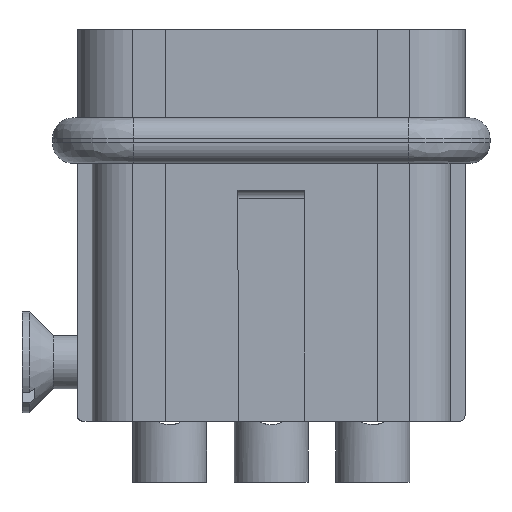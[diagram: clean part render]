
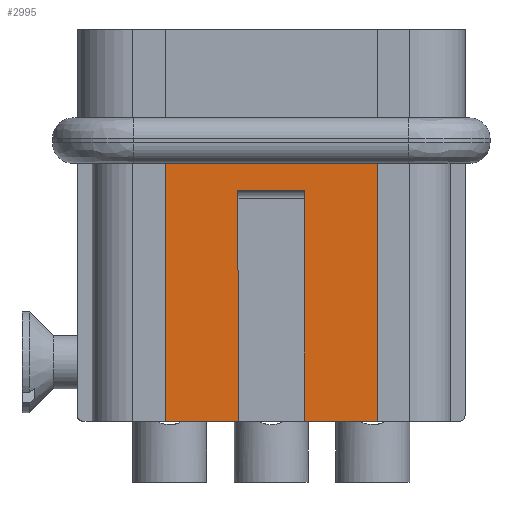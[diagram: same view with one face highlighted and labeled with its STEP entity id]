
A CAD part, front view. The second image highlights one B-rep face of the part: STEP entity #2995.
In plain terms, the highlighted planar face has unit normal (0, -1, 0).
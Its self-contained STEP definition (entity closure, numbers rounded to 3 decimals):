
#2995=ADVANCED_FACE('',(#3833),#3490,.T.);
#3490=PLANE('',#13084);
#3833=FACE_OUTER_BOUND('',#4340,.T.);
#4340=EDGE_LOOP('',(#5481,#5482,#5483,#5484,#5485,#5486,#5487,#5488));
#5481=ORIENTED_EDGE('',*,*,#9235,.T.);
#5482=ORIENTED_EDGE('',*,*,#9236,.T.);
#5483=ORIENTED_EDGE('',*,*,#9237,.T.);
#5484=ORIENTED_EDGE('',*,*,#9238,.F.);
#5485=ORIENTED_EDGE('',*,*,#9239,.T.);
#5486=ORIENTED_EDGE('',*,*,#9240,.T.);
#5487=ORIENTED_EDGE('',*,*,#9241,.T.);
#5488=ORIENTED_EDGE('',*,*,#9242,.F.);
#8237=VERTEX_POINT('',#17726);
#8238=VERTEX_POINT('',#17727);
#8239=VERTEX_POINT('',#17729);
#8240=VERTEX_POINT('',#17731);
#8241=VERTEX_POINT('',#17733);
#8242=VERTEX_POINT('',#17735);
#8243=VERTEX_POINT('',#17737);
#8244=VERTEX_POINT('',#17739);
#9235=EDGE_CURVE('',#8237,#8238,#10539,.T.);
#9236=EDGE_CURVE('',#8238,#8239,#10540,.T.);
#9237=EDGE_CURVE('',#8239,#8240,#10541,.T.);
#9238=EDGE_CURVE('',#8241,#8240,#10542,.T.);
#9239=EDGE_CURVE('',#8241,#8242,#10543,.T.);
#9240=EDGE_CURVE('',#8242,#8243,#10544,.T.);
#9241=EDGE_CURVE('',#8243,#8244,#10545,.T.);
#9242=EDGE_CURVE('',#8237,#8244,#10546,.T.);
#10539=LINE('',#17725,#11463);
#10540=LINE('',#17728,#11464);
#10541=LINE('',#17730,#11465);
#10542=LINE('',#17732,#11466);
#10543=LINE('',#17734,#11467);
#10544=LINE('',#17736,#11468);
#10545=LINE('',#17738,#11469);
#10546=LINE('',#17740,#11470);
#11463=VECTOR('',#14212,1.);
#11464=VECTOR('',#14213,1.);
#11465=VECTOR('',#14214,1.);
#11466=VECTOR('',#14215,1.);
#11467=VECTOR('',#14216,1.);
#11468=VECTOR('',#14217,1.);
#11469=VECTOR('',#14218,1.);
#11470=VECTOR('',#14219,1.);
#13084=AXIS2_PLACEMENT_3D('',#17741,#14220,#14221);
#14212=DIRECTION('',(0.,0.,1.));
#14213=DIRECTION('',(-1.,0.,0.));
#14214=DIRECTION('',(0.,0.,-1.));
#14215=DIRECTION('',(-1.,0.,0.));
#14216=DIRECTION('',(0.,0.,1.));
#14217=DIRECTION('',(1.,0.,0.));
#14218=DIRECTION('',(0.,0.,-1.));
#14219=DIRECTION('',(-1.,0.,0.));
#14220=DIRECTION('',(0.,-1.,0.));
#14221=DIRECTION('',(1.,0.,0.));
#17725=CARTESIAN_POINT('',(5.75,-10.5,-2.9));
#17726=CARTESIAN_POINT('',(5.75,-10.5,-3.2));
#17727=CARTESIAN_POINT('',(5.75,-10.5,10.775));
#17728=CARTESIAN_POINT('',(-7.5,-10.5,10.775));
#17729=CARTESIAN_POINT('',(-5.75,-10.5,10.775));
#17730=CARTESIAN_POINT('',(-5.75,-10.5,10.9));
#17731=CARTESIAN_POINT('',(-5.75,-10.5,-3.2));
#17732=CARTESIAN_POINT('',(-11.125,-10.5,-3.2));
#17733=CARTESIAN_POINT('',(-1.8,-10.5,-3.2));
#17734=CARTESIAN_POINT('',(-1.8,-10.5,-2.9));
#17735=CARTESIAN_POINT('',(-1.8,-10.5,9.3));
#17736=CARTESIAN_POINT('',(-1.8,-10.5,9.3));
#17737=CARTESIAN_POINT('',(1.8,-10.5,9.3));
#17738=CARTESIAN_POINT('',(1.8,-10.5,9.3));
#17739=CARTESIAN_POINT('',(1.8,-10.5,-3.2));
#17740=CARTESIAN_POINT('',(-11.125,-10.5,-3.2));
#17741=CARTESIAN_POINT('',(-7.5,-10.5,-3.2));
